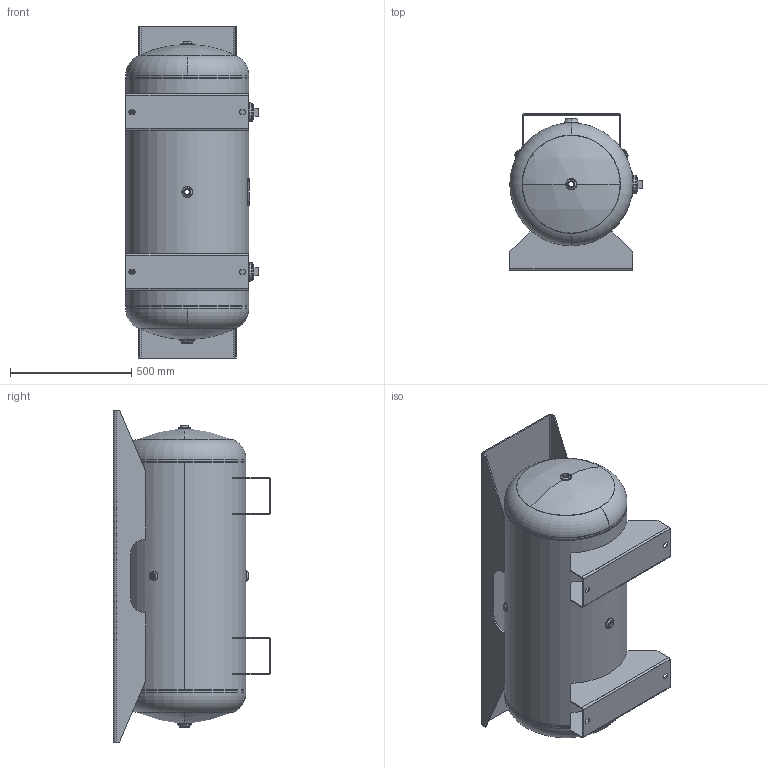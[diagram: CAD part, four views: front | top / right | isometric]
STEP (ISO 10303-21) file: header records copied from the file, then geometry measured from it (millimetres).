
FILE_DESCRIPTION (( 'STEP AP203' ), '1' );
FILE_NAME ('302693.STEP', '2012-05-11T19:23:16', ( '' ), ( '' ), 'SwSTEP 2.0', 'SolidWorks 2012', '' );
FILE_SCHEMA (( 'CONFIG_CONTROL_DESIGN' ));
Length unit declared in the file: inch
Products named in the file (1): 302693
Bounding box: 546.89 x 648.66 x 1371.6 mm (x, y, z)
Surface area: 6209969.2 mm2 (no closed solid volume)
Topology: 0 solids, 33 shells, 265 faces, 722 edges, 472 vertices
Faces by surface type: plane 108, cylinder 77, torus 64, bspline 12, sphere 4
Full cylindrical faces by diameter (mm): 500.329 x1, 508 x1
Entity records: 11527 total; most frequent: CARTESIAN_POINT 4706, DIRECTION 1490, ORIENTED_EDGE 1248, EDGE_CURVE 722, AXIS2_PLACEMENT_3D 590, VERTEX_POINT 472, CIRCLE 336, EDGE_LOOP 311
